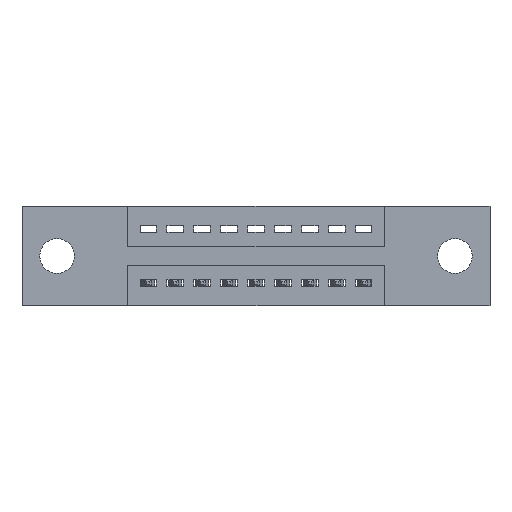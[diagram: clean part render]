
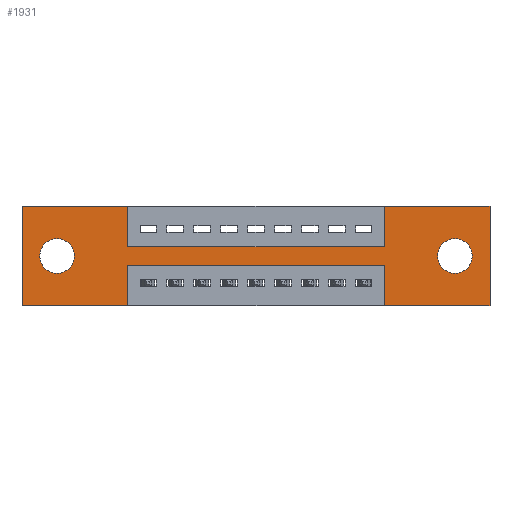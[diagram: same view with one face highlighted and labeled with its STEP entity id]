
A CAD part, front view. The second image highlights one B-rep face of the part: STEP entity #1931.
In plain terms, the highlighted planar face has unit normal (0, -1, 0).
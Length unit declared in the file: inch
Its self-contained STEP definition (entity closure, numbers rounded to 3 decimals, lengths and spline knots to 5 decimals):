
#76 = ORIENTED_EDGE ( 'NONE', *, *, #1706, .F. ) ;
#402 = VECTOR ( 'NONE', #4631, 39.37008 ) ;
#477 = ORIENTED_EDGE ( 'NONE', *, *, #6571, .F. ) ;
#511 = LINE ( 'NONE', #6215, #7621 ) ;
#536 = DIRECTION ( 'NONE',  ( 0., 0., -1. ) ) ;
#571 = FACE_OUTER_BOUND ( 'NONE', #1384, .T. ) ;
#925 = EDGE_CURVE ( 'NONE', #1865, #2942, #6029, .T. ) ;
#1031 = DIRECTION ( 'NONE',  ( 0., 0., 1. ) ) ;
#1055 = AXIS2_PLACEMENT_3D ( 'NONE', #10848, #6304, #536 ) ;
#1142 = VERTEX_POINT ( 'NONE', #2768 ) ;
#1193 = CARTESIAN_POINT ( 'NONE',  ( 0.13, 0., -0.121 ) ) ;
#1279 = CIRCLE ( 'NONE', #1055, 0.064 ) ;
#1312 = VERTEX_POINT ( 'NONE', #7552 ) ;
#1384 = EDGE_LOOP ( 'NONE', ( #6871, #8887, #10854, #7117, #9122, #2703, #5122, #9362, #76, #3008, #7595, #477 ) ) ;
#1395 = CARTESIAN_POINT ( 'NONE',  ( 0.13, 0., -0.249 ) ) ;
#1577 = EDGE_CURVE ( 'NONE', #10571, #7653, #6392, .T. ) ;
#1698 = VECTOR ( 'NONE', #8790, 39.37008 ) ;
#1706 = EDGE_CURVE ( 'NONE', #2942, #6101, #4489, .T. ) ;
#1735 = ORIENTED_EDGE ( 'NONE', *, *, #10759, .T. ) ;
#1865 = VERTEX_POINT ( 'NONE', #6775 ) ;
#1872 = AXIS2_PLACEMENT_3D ( 'NONE', #9024, #9015, #9013 ) ;
#1931 = ADVANCED_FACE ( 'NONE', ( #5477, #3088, #571 ), #4210, .T. ) ;
#2069 = ORIENTED_EDGE ( 'NONE', *, *, #9324, .T. ) ;
#2607 = DIRECTION ( 'NONE',  ( 1., 0., 0. ) ) ;
#2697 = CARTESIAN_POINT ( 'NONE',  ( 0., 0., 0. ) ) ;
#2703 = ORIENTED_EDGE ( 'NONE', *, *, #3708, .F. ) ;
#2768 = CARTESIAN_POINT ( 'NONE',  ( 0.3925, 0., -0.37 ) ) ;
#2849 = DIRECTION ( 'NONE',  ( 0., 1., 0. ) ) ;
#2942 = VERTEX_POINT ( 'NONE', #9835 ) ;
#2998 = AXIS2_PLACEMENT_3D ( 'NONE', #7968, #2849, #8731 ) ;
#3008 = ORIENTED_EDGE ( 'NONE', *, *, #925, .F. ) ;
#3012 = VERTEX_POINT ( 'NONE', #6937 ) ;
#3088 = FACE_BOUND ( 'NONE', #5464, .T. ) ;
#3252 = VERTEX_POINT ( 'NONE', #8087 ) ;
#3282 = VERTEX_POINT ( 'NONE', #9559 ) ;
#3543 = AXIS2_PLACEMENT_3D ( 'NONE', #3970, #6719, #4171 ) ;
#3688 = LINE ( 'NONE', #9372, #9867 ) ;
#3708 = EDGE_CURVE ( 'NONE', #3282, #5229, #511, .T. ) ;
#3722 = EDGE_CURVE ( 'NONE', #5989, #1865, #5430, .T. ) ;
#3769 = CARTESIAN_POINT ( 'NONE',  ( 0.3925, 0., -0.22 ) ) ;
#3967 = VECTOR ( 'NONE', #7092, 39.37008 ) ;
#3970 = CARTESIAN_POINT ( 'NONE',  ( 0., 0., -0.37 ) ) ;
#4171 = DIRECTION ( 'NONE',  ( 0., 0., -1. ) ) ;
#4210 = PLANE ( 'NONE',  #3543 ) ;
#4211 = VECTOR ( 'NONE', #5784, 39.37008 ) ;
#4256 = LINE ( 'NONE', #6480, #1698 ) ;
#4397 = DIRECTION ( 'NONE',  ( 0., 0., -1. ) ) ;
#4480 = EDGE_LOOP ( 'NONE', ( #6350, #1735 ) ) ;
#4489 = LINE ( 'NONE', #5814, #4211 ) ;
#4572 = ORIENTED_EDGE ( 'NONE', *, *, #1577, .T. ) ;
#4631 = DIRECTION ( 'NONE',  ( -1., 0., 0. ) ) ;
#4829 = DIRECTION ( 'NONE',  ( 0., 0., -1. ) ) ;
#4923 = CARTESIAN_POINT ( 'NONE',  ( 1.3425, 0., -0.37 ) ) ;
#4962 = CARTESIAN_POINT ( 'NONE',  ( 0., 0., -0.37 ) ) ;
#5106 = EDGE_CURVE ( 'NONE', #5229, #7015, #7470, .T. ) ;
#5122 = ORIENTED_EDGE ( 'NONE', *, *, #10715, .F. ) ;
#5157 = CARTESIAN_POINT ( 'NONE',  ( 1.3425, 0., -0.37 ) ) ;
#5220 = LINE ( 'NONE', #6208, #9201 ) ;
#5222 = CARTESIAN_POINT ( 'NONE',  ( 1.735, 0., -0.37 ) ) ;
#5229 = VERTEX_POINT ( 'NONE', #9651 ) ;
#5272 = VECTOR ( 'NONE', #4829, 39.37008 ) ;
#5430 = LINE ( 'NONE', #8370, #5718 ) ;
#5464 = EDGE_LOOP ( 'NONE', ( #2069, #4572 ) ) ;
#5477 = FACE_BOUND ( 'NONE', #4480, .T. ) ;
#5681 = CARTESIAN_POINT ( 'NONE',  ( 0.3925, 0., -0.22 ) ) ;
#5718 = VECTOR ( 'NONE', #8334, 39.37008 ) ;
#5784 = DIRECTION ( 'NONE',  ( 0., 0., -1. ) ) ;
#5814 = CARTESIAN_POINT ( 'NONE',  ( 0.3925, 0., 0. ) ) ;
#5989 = VERTEX_POINT ( 'NONE', #8896 ) ;
#6023 = VERTEX_POINT ( 'NONE', #4923 ) ;
#6029 = LINE ( 'NONE', #2697, #8341 ) ;
#6056 = DIRECTION ( 'NONE',  ( 0., 0., 1. ) ) ;
#6076 = EDGE_CURVE ( 'NONE', #7015, #6023, #6606, .T. ) ;
#6101 = VERTEX_POINT ( 'NONE', #6707 ) ;
#6166 = LINE ( 'NONE', #5157, #9994 ) ;
#6208 = CARTESIAN_POINT ( 'NONE',  ( 0.3925, 0., -0.37 ) ) ;
#6215 = CARTESIAN_POINT ( 'NONE',  ( 0., 0., 0. ) ) ;
#6263 = CARTESIAN_POINT ( 'NONE',  ( 1.3425, 0., 0. ) ) ;
#6304 = DIRECTION ( 'NONE',  ( 0., 1., 0. ) ) ;
#6350 = ORIENTED_EDGE ( 'NONE', *, *, #9045, .T. ) ;
#6392 = CIRCLE ( 'NONE', #1872, 0.064 ) ;
#6480 = CARTESIAN_POINT ( 'NONE',  ( 0., 0., -0.37 ) ) ;
#6571 = EDGE_CURVE ( 'NONE', #1142, #5989, #4256, .T. ) ;
#6606 = LINE ( 'NONE', #4962, #8877 ) ;
#6659 = DIRECTION ( 'NONE',  ( 0., 1., 0. ) ) ;
#6707 = CARTESIAN_POINT ( 'NONE',  ( 0.3925, 0., -0.15 ) ) ;
#6719 = DIRECTION ( 'NONE',  ( 0., -1., 0. ) ) ;
#6775 = CARTESIAN_POINT ( 'NONE',  ( 0., 0., 0. ) ) ;
#6871 = ORIENTED_EDGE ( 'NONE', *, *, #9802, .F. ) ;
#6937 = CARTESIAN_POINT ( 'NONE',  ( 1.605, 0., -0.121 ) ) ;
#7015 = VERTEX_POINT ( 'NONE', #5222 ) ;
#7092 = DIRECTION ( 'NONE',  ( 0., 0., 1. ) ) ;
#7117 = ORIENTED_EDGE ( 'NONE', *, *, #6076, .F. ) ;
#7128 = DIRECTION ( 'NONE',  ( 1., 0., 0. ) ) ;
#7308 = CARTESIAN_POINT ( 'NONE',  ( 1.605, 0., -0.249 ) ) ;
#7336 = CARTESIAN_POINT ( 'NONE',  ( 1.735, 0., 0. ) ) ;
#7402 = VERTEX_POINT ( 'NONE', #5681 ) ;
#7470 = LINE ( 'NONE', #7336, #5272 ) ;
#7552 = CARTESIAN_POINT ( 'NONE',  ( 1.3425, 0., -0.22 ) ) ;
#7595 = ORIENTED_EDGE ( 'NONE', *, *, #3722, .F. ) ;
#7621 = VECTOR ( 'NONE', #9513, 39.37008 ) ;
#7622 = AXIS2_PLACEMENT_3D ( 'NONE', #11156, #6659, #1031 ) ;
#7653 = VERTEX_POINT ( 'NONE', #1193 ) ;
#7787 = LINE ( 'NONE', #3769, #402 ) ;
#7916 = CIRCLE ( 'NONE', #2998, 0.064 ) ;
#7968 = CARTESIAN_POINT ( 'NONE',  ( 1.605, 0., -0.185 ) ) ;
#8087 = CARTESIAN_POINT ( 'NONE',  ( 1.3425, 0., -0.15 ) ) ;
#8334 = DIRECTION ( 'NONE',  ( 0., 0., 1. ) ) ;
#8341 = VECTOR ( 'NONE', #2607, 39.37008 ) ;
#8370 = CARTESIAN_POINT ( 'NONE',  ( 0., 0., 0. ) ) ;
#8731 = DIRECTION ( 'NONE',  ( 0., 0., -1. ) ) ;
#8790 = DIRECTION ( 'NONE',  ( -1., 0., 0. ) ) ;
#8877 = VECTOR ( 'NONE', #11195, 39.37008 ) ;
#8887 = ORIENTED_EDGE ( 'NONE', *, *, #9988, .F. ) ;
#8896 = CARTESIAN_POINT ( 'NONE',  ( 0., 0., -0.37 ) ) ;
#9013 = DIRECTION ( 'NONE',  ( 0., 0., 1. ) ) ;
#9015 = DIRECTION ( 'NONE',  ( 0., 1., 0. ) ) ;
#9024 = CARTESIAN_POINT ( 'NONE',  ( 0.13, 0., -0.185 ) ) ;
#9045 = EDGE_CURVE ( 'NONE', #3012, #10104, #7916, .T. ) ;
#9122 = ORIENTED_EDGE ( 'NONE', *, *, #5106, .F. ) ;
#9201 = VECTOR ( 'NONE', #4397, 39.37008 ) ;
#9324 = EDGE_CURVE ( 'NONE', #7653, #10571, #10458, .T. ) ;
#9362 = ORIENTED_EDGE ( 'NONE', *, *, #10789, .F. ) ;
#9372 = CARTESIAN_POINT ( 'NONE',  ( 0.3925, 0., -0.15 ) ) ;
#9513 = DIRECTION ( 'NONE',  ( 1., 0., 0. ) ) ;
#9559 = CARTESIAN_POINT ( 'NONE',  ( 1.3425, 0., 0. ) ) ;
#9651 = CARTESIAN_POINT ( 'NONE',  ( 1.735, 0., 0. ) ) ;
#9802 = EDGE_CURVE ( 'NONE', #7402, #1142, #5220, .T. ) ;
#9835 = CARTESIAN_POINT ( 'NONE',  ( 0.3925, 0., 0. ) ) ;
#9867 = VECTOR ( 'NONE', #7128, 39.37008 ) ;
#9988 = EDGE_CURVE ( 'NONE', #1312, #7402, #7787, .T. ) ;
#9994 = VECTOR ( 'NONE', #6056, 39.37008 ) ;
#10104 = VERTEX_POINT ( 'NONE', #7308 ) ;
#10317 = LINE ( 'NONE', #6263, #3967 ) ;
#10458 = CIRCLE ( 'NONE', #7622, 0.064 ) ;
#10473 = EDGE_CURVE ( 'NONE', #6023, #1312, #6166, .T. ) ;
#10571 = VERTEX_POINT ( 'NONE', #1395 ) ;
#10715 = EDGE_CURVE ( 'NONE', #3252, #3282, #10317, .T. ) ;
#10759 = EDGE_CURVE ( 'NONE', #10104, #3012, #1279, .T. ) ;
#10789 = EDGE_CURVE ( 'NONE', #6101, #3252, #3688, .T. ) ;
#10848 = CARTESIAN_POINT ( 'NONE',  ( 1.605, 0., -0.185 ) ) ;
#10854 = ORIENTED_EDGE ( 'NONE', *, *, #10473, .F. ) ;
#11156 = CARTESIAN_POINT ( 'NONE',  ( 0.13, 0., -0.185 ) ) ;
#11195 = DIRECTION ( 'NONE',  ( -1., 0., 0. ) ) ;
